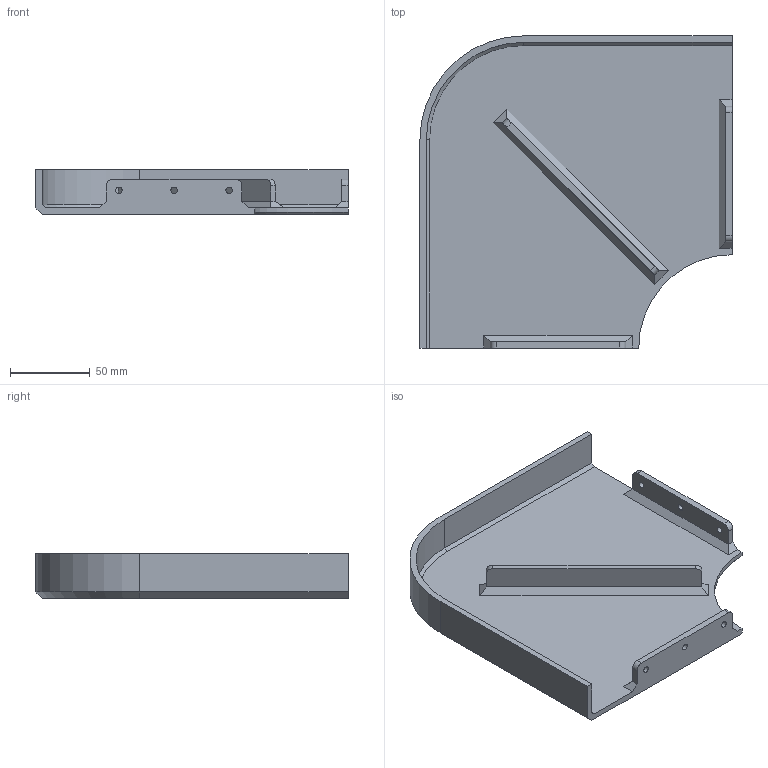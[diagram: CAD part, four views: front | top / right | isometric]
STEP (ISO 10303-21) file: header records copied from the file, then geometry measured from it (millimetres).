
FILE_DESCRIPTION (( 'STEP AP203' ), '1' );
FILE_NAME ('OESTLIG_Plant_Pot_14_12x14_12_Adapter.STEP', '2020-11-29T12:46:08', ( '' ), ( '' ), '', '', '' );
FILE_SCHEMA (( 'CONFIG_CONTROL_DESIGN' ));
Length unit declared in the file: millimetre
Products named in the file (1): OESTLIG_Plant_Pot_14_12x14_12_Adapter
Bounding box: 195.5 x 195.5 x 28 mm (x, y, z)
Volume: 196274.6 mm3; surface area: 98762.8 mm2
Topology: 1 solids, 1 shells, 60 faces, 159 edges, 102 vertices
Faces by surface type: plane 36, cylinder 21, cone 3
Entity records: 1953 total; most frequent: DIRECTION 326, CARTESIAN_POINT 322, ORIENTED_EDGE 318, EDGE_CURVE 159, LINE 114, VECTOR 114, AXIS2_PLACEMENT_3D 106, VERTEX_POINT 102
